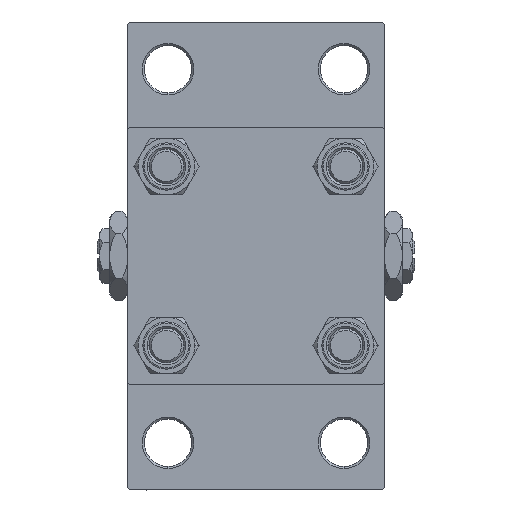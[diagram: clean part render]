
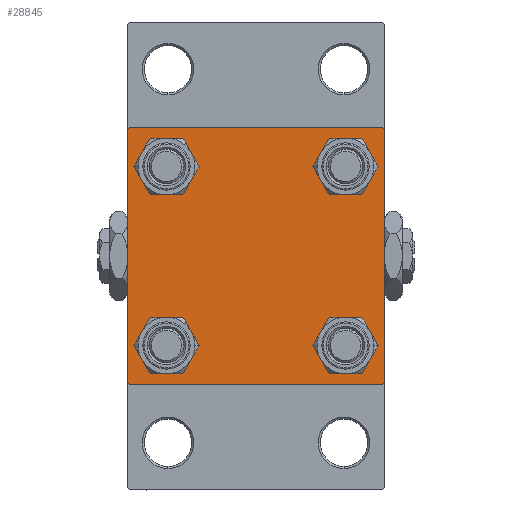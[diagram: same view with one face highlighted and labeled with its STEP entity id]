
A CAD part, left-side view. The second image highlights one B-rep face of the part: STEP entity #28845.
In plain terms, the highlighted planar face has unit normal (-1, 0, 0).
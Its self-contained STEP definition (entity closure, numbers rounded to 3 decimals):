
#247 = CARTESIAN_POINT ( 'NONE',  ( 0., 20.85, 16.35 ) ) ;
#266 = CARTESIAN_POINT ( 'NONE',  ( 0., -29.5, -30. ) ) ;
#357 = EDGE_CURVE ( 'NONE', #19835, #44833, #40484, .T. ) ;
#385 = VECTOR ( 'NONE', #37862, 1000. ) ;
#938 = EDGE_CURVE ( 'NONE', #47744, #14889, #14961, .T. ) ;
#1197 = CARTESIAN_POINT ( 'NONE',  ( 0., 20.85, 25.35 ) ) ;
#1236 = DIRECTION ( 'NONE',  ( 0., -1., 0. ) ) ;
#1357 = VECTOR ( 'NONE', #43400, 1000. ) ;
#2775 = AXIS2_PLACEMENT_3D ( 'NONE', #41594, #38141, #19426 ) ;
#3135 = VERTEX_POINT ( 'NONE', #266 ) ;
#3256 = ORIENTED_EDGE ( 'NONE', *, *, #11026, .T. ) ;
#4043 = ORIENTED_EDGE ( 'NONE', *, *, #21533, .T. ) ;
#4221 = DIRECTION ( 'NONE',  ( 0., 0., 1. ) ) ;
#4874 = ORIENTED_EDGE ( 'NONE', *, *, #32895, .T. ) ;
#5254 = ORIENTED_EDGE ( 'NONE', *, *, #23794, .F. ) ;
#6024 = CARTESIAN_POINT ( 'NONE',  ( 0., 20.85, -16.35 ) ) ;
#6126 = VERTEX_POINT ( 'NONE', #46413 ) ;
#6216 = ORIENTED_EDGE ( 'NONE', *, *, #27403, .T. ) ;
#6250 = LINE ( 'NONE', #40477, #36938 ) ;
#6442 = EDGE_CURVE ( 'NONE', #14889, #24898, #22721, .T. ) ;
#6749 = EDGE_CURVE ( 'NONE', #6126, #3135, #27583, .T. ) ;
#6927 = DIRECTION ( 'NONE',  ( 0., 0., 1. ) ) ;
#7406 = CARTESIAN_POINT ( 'NONE',  ( 0., 0., 0. ) ) ;
#7457 = DIRECTION ( 'NONE',  ( 0., 0., -1. ) ) ;
#7726 = VECTOR ( 'NONE', #7457, 1000. ) ;
#7889 = FACE_OUTER_BOUND ( 'NONE', #42743, .T. ) ;
#8011 = VERTEX_POINT ( 'NONE', #19016 ) ;
#8224 = ORIENTED_EDGE ( 'NONE', *, *, #16301, .T. ) ;
#8547 = DIRECTION ( 'NONE',  ( 0., 0., 1. ) ) ;
#9427 = EDGE_CURVE ( 'NONE', #9744, #41206, #9814, .T. ) ;
#9744 = VERTEX_POINT ( 'NONE', #47885 ) ;
#9814 = CIRCLE ( 'NONE', #37345, 4.5 ) ;
#10292 = VERTEX_POINT ( 'NONE', #1197 ) ;
#11026 = EDGE_CURVE ( 'NONE', #41206, #9744, #27913, .T. ) ;
#11267 = LINE ( 'NONE', #25333, #23261 ) ;
#11604 = ORIENTED_EDGE ( 'NONE', *, *, #6749, .T. ) ;
#12067 = CIRCLE ( 'NONE', #32524, 4.5 ) ;
#12253 = DIRECTION ( 'NONE',  ( 1., 0., 0. ) ) ;
#13260 = CARTESIAN_POINT ( 'NONE',  ( 0., -20.85, 16.35 ) ) ;
#13368 = CIRCLE ( 'NONE', #47196, 4.5 ) ;
#13403 = ORIENTED_EDGE ( 'NONE', *, *, #6442, .T. ) ;
#13769 = AXIS2_PLACEMENT_3D ( 'NONE', #15071, #43729, #4221 ) ;
#14724 = EDGE_CURVE ( 'NONE', #8011, #40569, #6250, .T. ) ;
#14866 = ORIENTED_EDGE ( 'NONE', *, *, #357, .T. ) ;
#14889 = VERTEX_POINT ( 'NONE', #26859 ) ;
#14961 = LINE ( 'NONE', #18639, #15356 ) ;
#15071 = CARTESIAN_POINT ( 'NONE',  ( 0., -20.85, 20.85 ) ) ;
#15269 = CARTESIAN_POINT ( 'NONE',  ( 0., -20.85, -25.35 ) ) ;
#15356 = VECTOR ( 'NONE', #44268, 1000. ) ;
#15755 = EDGE_LOOP ( 'NONE', ( #4043, #8224 ) ) ;
#16123 = CARTESIAN_POINT ( 'NONE',  ( 0., 29.75, -29.75 ) ) ;
#16301 = EDGE_CURVE ( 'NONE', #21156, #10292, #13368, .T. ) ;
#17177 = ORIENTED_EDGE ( 'NONE', *, *, #46174, .F. ) ;
#18639 = CARTESIAN_POINT ( 'NONE',  ( 0., 29.75, 29.75 ) ) ;
#19016 = CARTESIAN_POINT ( 'NONE',  ( 0., -30., 29.5 ) ) ;
#19178 = CIRCLE ( 'NONE', #39640, 4.5 ) ;
#19204 = CARTESIAN_POINT ( 'NONE',  ( 0., 30., -30. ) ) ;
#19376 = VERTEX_POINT ( 'NONE', #43129 ) ;
#19426 = DIRECTION ( 'NONE',  ( 0., 0., 1. ) ) ;
#19572 = CIRCLE ( 'NONE', #47101, 4.5 ) ;
#19835 = VERTEX_POINT ( 'NONE', #13260 ) ;
#20258 = CIRCLE ( 'NONE', #26554, 4.5 ) ;
#21156 = VERTEX_POINT ( 'NONE', #247 ) ;
#21421 = ORIENTED_EDGE ( 'NONE', *, *, #26669, .T. ) ;
#21533 = EDGE_CURVE ( 'NONE', #10292, #21156, #20258, .T. ) ;
#21957 = PLANE ( 'NONE',  #45384 ) ;
#22202 = DIRECTION ( 'NONE',  ( 1., 0., 0. ) ) ;
#22492 = ORIENTED_EDGE ( 'NONE', *, *, #9427, .T. ) ;
#22721 = LINE ( 'NONE', #45383, #7726 ) ;
#22851 = LINE ( 'NONE', #35170, #385 ) ;
#22860 = CARTESIAN_POINT ( 'NONE',  ( 0., -20.85, -20.85 ) ) ;
#23261 = VECTOR ( 'NONE', #26306, 1000. ) ;
#23714 = CARTESIAN_POINT ( 'NONE',  ( 0., 29.5, 30. ) ) ;
#23794 = EDGE_CURVE ( 'NONE', #8011, #19376, #28871, .T. ) ;
#24898 = VERTEX_POINT ( 'NONE', #39166 ) ;
#25107 = CARTESIAN_POINT ( 'NONE',  ( 0., -20.85, -16.35 ) ) ;
#25333 = CARTESIAN_POINT ( 'NONE',  ( 0., 30., 30. ) ) ;
#25665 = FACE_BOUND ( 'NONE', #26877, .T. ) ;
#26102 = ORIENTED_EDGE ( 'NONE', *, *, #29760, .T. ) ;
#26306 = DIRECTION ( 'NONE',  ( 0., -1., 0. ) ) ;
#26458 = ORIENTED_EDGE ( 'NONE', *, *, #938, .T. ) ;
#26488 = VERTEX_POINT ( 'NONE', #25107 ) ;
#26554 = AXIS2_PLACEMENT_3D ( 'NONE', #28481, #36343, #43994 ) ;
#26669 = EDGE_CURVE ( 'NONE', #3135, #19376, #22851, .T. ) ;
#26859 = CARTESIAN_POINT ( 'NONE',  ( 0., 30., 29.5 ) ) ;
#26877 = EDGE_LOOP ( 'NONE', ( #3256, #22492 ) ) ;
#27216 = DIRECTION ( 'NONE',  ( 0., -0.707, -0.707 ) ) ;
#27403 = EDGE_CURVE ( 'NONE', #26488, #30384, #19178, .T. ) ;
#27583 = LINE ( 'NONE', #19204, #43134 ) ;
#27913 = CIRCLE ( 'NONE', #2775, 4.5 ) ;
#28436 = CARTESIAN_POINT ( 'NONE',  ( 0., -29.5, 30. ) ) ;
#28481 = CARTESIAN_POINT ( 'NONE',  ( 0., 20.85, 20.85 ) ) ;
#28845 = ADVANCED_FACE ( 'NONE', ( #45084, #34007, #25665, #30319, #7889 ), #21957, .T. ) ;
#28871 = LINE ( 'NONE', #38982, #1357 ) ;
#29346 = DIRECTION ( 'NONE',  ( -1., 0., 0. ) ) ;
#29760 = EDGE_CURVE ( 'NONE', #24898, #6126, #38278, .T. ) ;
#30319 = FACE_BOUND ( 'NONE', #15755, .T. ) ;
#30384 = VERTEX_POINT ( 'NONE', #15269 ) ;
#32457 = DIRECTION ( 'NONE',  ( 1., 0., 0. ) ) ;
#32524 = AXIS2_PLACEMENT_3D ( 'NONE', #33550, #22202, #33295 ) ;
#32895 = EDGE_CURVE ( 'NONE', #44833, #19835, #19572, .T. ) ;
#33063 = ORIENTED_EDGE ( 'NONE', *, *, #14724, .T. ) ;
#33232 = DIRECTION ( 'NONE',  ( 0., 0., 1. ) ) ;
#33295 = DIRECTION ( 'NONE',  ( 0., 0., 1. ) ) ;
#33520 = EDGE_LOOP ( 'NONE', ( #4874, #14866 ) ) ;
#33550 = CARTESIAN_POINT ( 'NONE',  ( 0., -20.85, -20.85 ) ) ;
#34007 = FACE_BOUND ( 'NONE', #40886, .T. ) ;
#35170 = CARTESIAN_POINT ( 'NONE',  ( 0., -29.75, -29.75 ) ) ;
#35670 = CARTESIAN_POINT ( 'NONE',  ( 0., -20.85, 20.85 ) ) ;
#36343 = DIRECTION ( 'NONE',  ( 1., 0., 0. ) ) ;
#36938 = VECTOR ( 'NONE', #41401, 1000. ) ;
#37345 = AXIS2_PLACEMENT_3D ( 'NONE', #43574, #44495, #44966 ) ;
#37862 = DIRECTION ( 'NONE',  ( 0., -0.707, 0.707 ) ) ;
#38141 = DIRECTION ( 'NONE',  ( 1., 0., 0. ) ) ;
#38278 = LINE ( 'NONE', #16123, #43059 ) ;
#38982 = CARTESIAN_POINT ( 'NONE',  ( 0., -30., 30. ) ) ;
#39166 = CARTESIAN_POINT ( 'NONE',  ( 0., 30., -29.5 ) ) ;
#39640 = AXIS2_PLACEMENT_3D ( 'NONE', #22860, #45032, #33232 ) ;
#40477 = CARTESIAN_POINT ( 'NONE',  ( 0., -29.75, 29.75 ) ) ;
#40484 = CIRCLE ( 'NONE', #13769, 4.5 ) ;
#40569 = VERTEX_POINT ( 'NONE', #28436 ) ;
#40886 = EDGE_LOOP ( 'NONE', ( #6216, #45443 ) ) ;
#40996 = EDGE_CURVE ( 'NONE', #30384, #26488, #12067, .T. ) ;
#41206 = VERTEX_POINT ( 'NONE', #6024 ) ;
#41401 = DIRECTION ( 'NONE',  ( 0., 0.707, 0.707 ) ) ;
#41594 = CARTESIAN_POINT ( 'NONE',  ( 0., 20.85, -20.85 ) ) ;
#42743 = EDGE_LOOP ( 'NONE', ( #13403, #26102, #11604, #21421, #5254, #33063, #17177, #26458 ) ) ;
#43059 = VECTOR ( 'NONE', #27216, 1000. ) ;
#43129 = CARTESIAN_POINT ( 'NONE',  ( 0., -30., -29.5 ) ) ;
#43134 = VECTOR ( 'NONE', #1236, 1000. ) ;
#43400 = DIRECTION ( 'NONE',  ( 0., 0., -1. ) ) ;
#43574 = CARTESIAN_POINT ( 'NONE',  ( 0., 20.85, -20.85 ) ) ;
#43729 = DIRECTION ( 'NONE',  ( 1., 0., 0. ) ) ;
#43994 = DIRECTION ( 'NONE',  ( 0., 0., 1. ) ) ;
#44268 = DIRECTION ( 'NONE',  ( 0., 0.707, -0.707 ) ) ;
#44495 = DIRECTION ( 'NONE',  ( 1., 0., 0. ) ) ;
#44833 = VERTEX_POINT ( 'NONE', #47305 ) ;
#44966 = DIRECTION ( 'NONE',  ( 0., 0., 1. ) ) ;
#45032 = DIRECTION ( 'NONE',  ( 1., 0., 0. ) ) ;
#45084 = FACE_BOUND ( 'NONE', #33520, .T. ) ;
#45383 = CARTESIAN_POINT ( 'NONE',  ( 0., 30., 30. ) ) ;
#45384 = AXIS2_PLACEMENT_3D ( 'NONE', #7406, #29346, #6927 ) ;
#45443 = ORIENTED_EDGE ( 'NONE', *, *, #40996, .T. ) ;
#45987 = CARTESIAN_POINT ( 'NONE',  ( 0., 20.85, 20.85 ) ) ;
#46174 = EDGE_CURVE ( 'NONE', #47744, #40569, #11267, .T. ) ;
#46413 = CARTESIAN_POINT ( 'NONE',  ( 0., 29.5, -30. ) ) ;
#47101 = AXIS2_PLACEMENT_3D ( 'NONE', #35670, #32457, #47480 ) ;
#47196 = AXIS2_PLACEMENT_3D ( 'NONE', #45987, #12253, #8547 ) ;
#47305 = CARTESIAN_POINT ( 'NONE',  ( 0., -20.85, 25.35 ) ) ;
#47480 = DIRECTION ( 'NONE',  ( 0., 0., 1. ) ) ;
#47744 = VERTEX_POINT ( 'NONE', #23714 ) ;
#47885 = CARTESIAN_POINT ( 'NONE',  ( 0., 20.85, -25.35 ) ) ;
